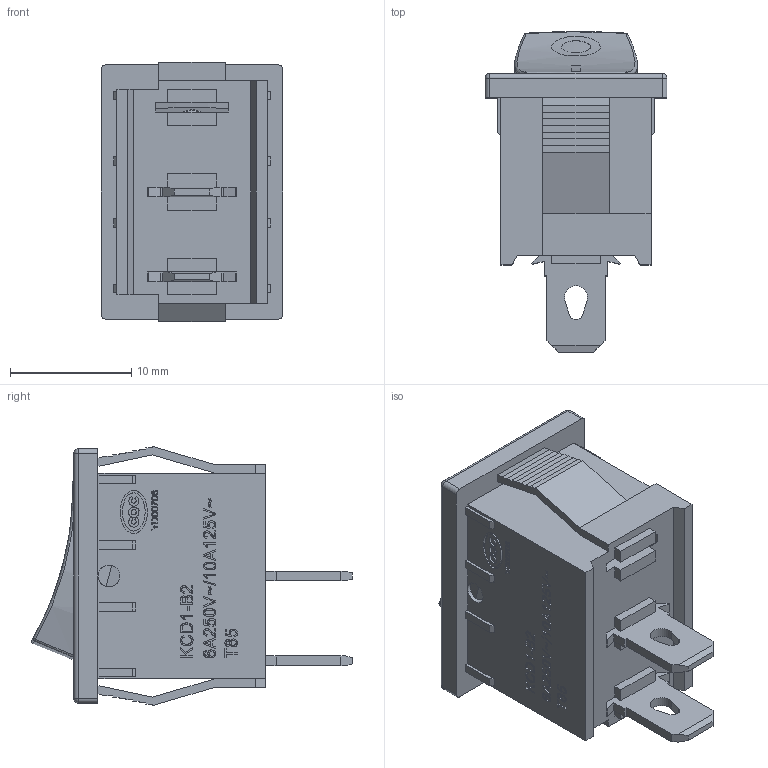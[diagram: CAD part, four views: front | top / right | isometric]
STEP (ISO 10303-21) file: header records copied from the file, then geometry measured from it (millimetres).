
FILE_DESCRIPTION(('STEP AP214'), '1');
FILE_NAME('KCD1-B2_On', '', ('UNSPECIFIED'), ('UNSPECIFIED'), 'ASCON STEP Converter 1.6', 'ASCON Math Kernel', '');
FILE_SCHEMA(('AUTOMOTIVE_DESIGN { 1 0 10303 214 3 1 1}'));
Length unit declared in the file: millimetre
Assembly tree (4 placements, depth 2):
  (unnamed)
    (unnamed)
    (unnamed)
    (unnamed)
    (unnamed)
Bounding box: 15 x 26.48 x 21.4 mm (x, y, z)
Volume: 2244.1 mm3; surface area: 4442.2 mm2
Topology: 7 solids, 7 shells, 1496 faces, 4218 edges, 2789 vertices
Faces by surface type: plane 760, cylinder 705, bspline 19, sphere 8, extrusion 2, revolution 2
Full cylindrical faces by diameter (mm): 1.8 x4, 2.4 x1, 4 x1
Entity records: 68214 total; most frequent: CARTESIAN_POINT 16124, DIRECTION 8513, ORIENTED_EDGE 8374, EDGE_CURVE 4187, AXIS2_PLACEMENT_3D 2903, VERTEX_POINT 2780, VECTOR 2705, LINE 2703
